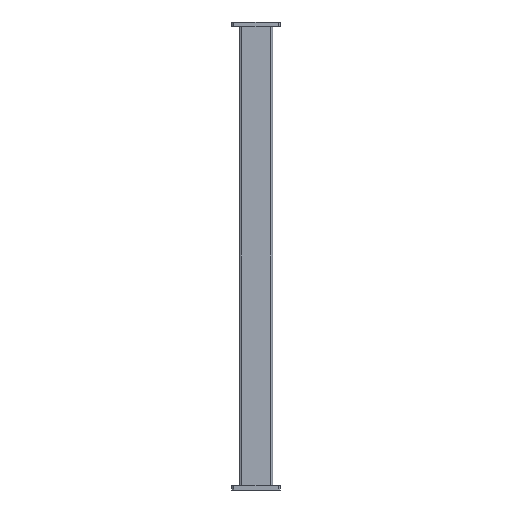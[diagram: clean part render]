
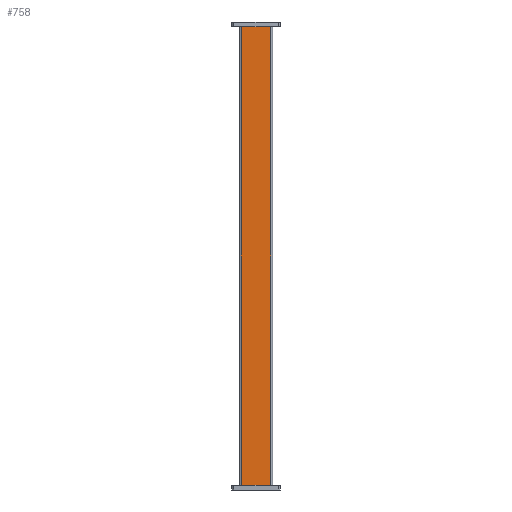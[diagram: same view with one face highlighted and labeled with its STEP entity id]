
A CAD part, front view. The second image highlights one B-rep face of the part: STEP entity #758.
In plain terms, the highlighted planar face has unit normal (0, -1, 0).
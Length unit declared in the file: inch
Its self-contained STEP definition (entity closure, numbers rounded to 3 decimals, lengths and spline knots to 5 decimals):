
#133 = CARTESIAN_POINT ( 'NONE',  ( 0.759, -0.4615, -23.76378 ) ) ;
#265 = LINE ( 'NONE', #2241, #1671 ) ;
#276 = DIRECTION ( 'NONE',  ( 0., 0., 1. ) ) ;
#293 = DIRECTION ( 'NONE',  ( 0., 1., 0. ) ) ;
#359 = CARTESIAN_POINT ( 'NONE',  ( 0.759, -0.4615, -25.71402 ) ) ;
#475 = CARTESIAN_POINT ( 'NONE',  ( -0.759, -0.4615, -0.23622 ) ) ;
#476 = VERTEX_POINT ( 'NONE', #1159 ) ;
#758 = ADVANCED_FACE ( 'NONE', ( #2405 ), #2141, .F. ) ;
#1031 = AXIS2_PLACEMENT_3D ( 'NONE', #2703, #293, #276 ) ;
#1132 = DIRECTION ( 'NONE',  ( 0., 0., 1. ) ) ;
#1150 = CARTESIAN_POINT ( 'NONE',  ( -0.759, -0.4615, -25.71402 ) ) ;
#1159 = CARTESIAN_POINT ( 'NONE',  ( -0.759, -0.4615, -23.76378 ) ) ;
#1429 = DIRECTION ( 'NONE',  ( 0., 0., -1. ) ) ;
#1453 = EDGE_CURVE ( 'NONE', #1636, #3279, #265, .T. ) ;
#1600 = VERTEX_POINT ( 'NONE', #133 ) ;
#1636 = VERTEX_POINT ( 'NONE', #1838 ) ;
#1671 = VECTOR ( 'NONE', #2202, 39.37008 ) ;
#1673 = VECTOR ( 'NONE', #1132, 39.37008 ) ;
#1681 = EDGE_LOOP ( 'NONE', ( #3133, #3426, #3169, #2618 ) ) ;
#1812 = EDGE_CURVE ( 'NONE', #1600, #1636, #2979, .T. ) ;
#1823 = EDGE_CURVE ( 'NONE', #3279, #476, #2436, .T. ) ;
#1838 = CARTESIAN_POINT ( 'NONE',  ( 0.759, -0.4615, -0.23622 ) ) ;
#1856 = VECTOR ( 'NONE', #2254, 39.37008 ) ;
#2141 = PLANE ( 'NONE',  #1031 ) ;
#2202 = DIRECTION ( 'NONE',  ( -1., 0., 0. ) ) ;
#2241 = CARTESIAN_POINT ( 'NONE',  ( 0.859, -0.4615, -0.23622 ) ) ;
#2254 = DIRECTION ( 'NONE',  ( 1., 0., 0. ) ) ;
#2405 = FACE_OUTER_BOUND ( 'NONE', #1681, .T. ) ;
#2436 = LINE ( 'NONE', #1150, #2921 ) ;
#2445 = EDGE_CURVE ( 'NONE', #476, #1600, #2500, .T. ) ;
#2500 = LINE ( 'NONE', #2820, #1856 ) ;
#2618 = ORIENTED_EDGE ( 'NONE', *, *, #1812, .T. ) ;
#2703 = CARTESIAN_POINT ( 'NONE',  ( 0.859, -0.4615, -25.71402 ) ) ;
#2820 = CARTESIAN_POINT ( 'NONE',  ( 0.859, -0.4615, -23.76378 ) ) ;
#2921 = VECTOR ( 'NONE', #1429, 39.37008 ) ;
#2979 = LINE ( 'NONE', #359, #1673 ) ;
#3133 = ORIENTED_EDGE ( 'NONE', *, *, #1453, .T. ) ;
#3169 = ORIENTED_EDGE ( 'NONE', *, *, #2445, .T. ) ;
#3279 = VERTEX_POINT ( 'NONE', #475 ) ;
#3426 = ORIENTED_EDGE ( 'NONE', *, *, #1823, .T. ) ;
